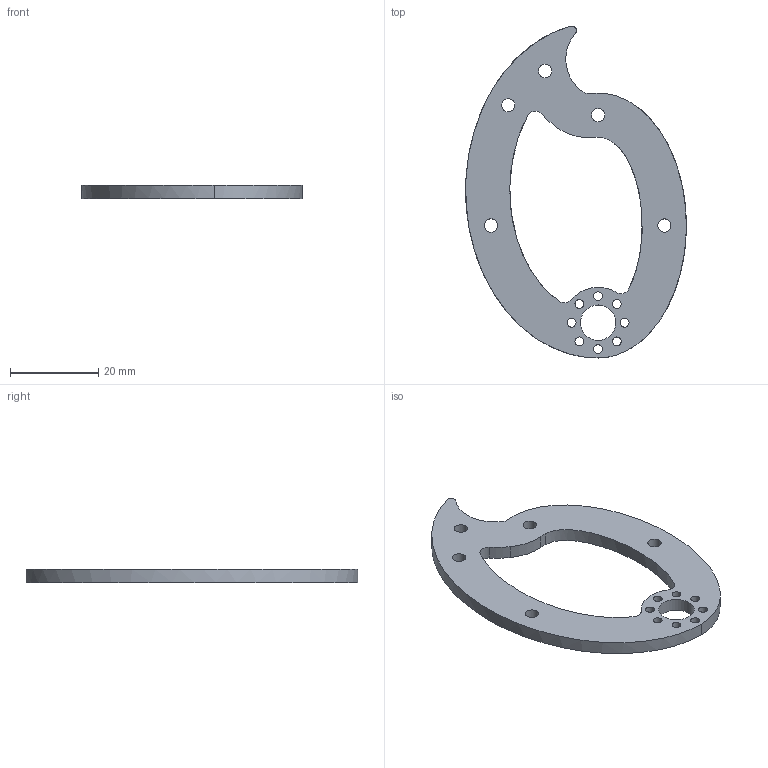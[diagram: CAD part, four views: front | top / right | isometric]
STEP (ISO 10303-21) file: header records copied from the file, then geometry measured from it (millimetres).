
FILE_DESCRIPTION(/* description */ (''),/* implementation_level */ '2;1');
FILE_NAME(/* name */ '',/* time_stamp */ '2024-03-17T12:09:58+09:00',/* author */ (''),/* organization */ (''),/* preprocessor_version */ 'ST-DEVELOPER v20',/* originating_system */ 'Autodesk Translation Framework v12.20.1.177',/* authorisation */ '');
FILE_SCHEMA (('AUTOMOTIVE_DESIGN { 1 0 10303 214 3 1 1 }'));
Length unit declared in the file: millimetre
Products named in the file (1): Fusion コンポーネント
Bounding box: 49.98 x 75.19 x 3 mm (x, y, z)
Volume: 4657.1 mm3; surface area: 4439.5 mm2
Topology: 1 solids, 1 shells, 31 faces, 87 edges, 58 vertices
Faces by surface type: cylinder 24, bspline 5, plane 2
Full cylindrical faces by diameter (mm): 2 x8, 3 x5, 8 x1
Entity records: 1203 total; most frequent: CARTESIAN_POINT 270, DIRECTION 193, ORIENTED_EDGE 174, EDGE_CURVE 87, AXIS2_PLACEMENT_3D 83, EDGE_LOOP 61, VERTEX_POINT 58, CIRCLE 48
